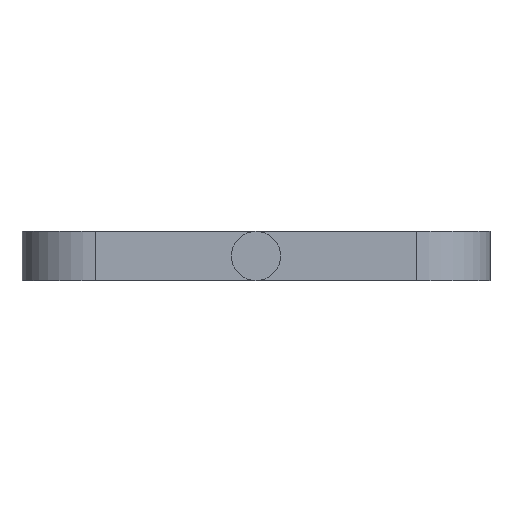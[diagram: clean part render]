
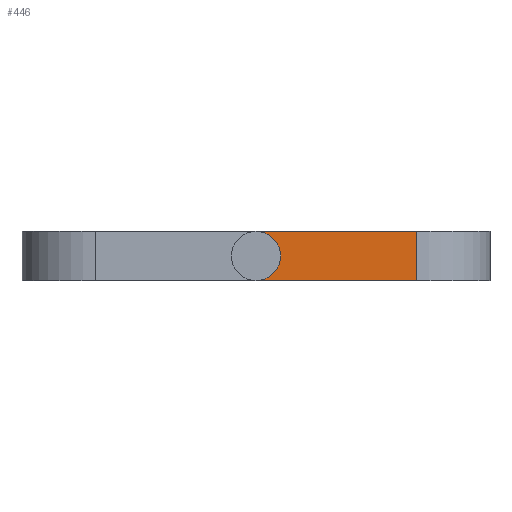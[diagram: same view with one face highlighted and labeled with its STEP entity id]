
A CAD part, front view. The second image highlights one B-rep face of the part: STEP entity #446.
In plain terms, the highlighted planar face has unit normal (0, -1, 0).
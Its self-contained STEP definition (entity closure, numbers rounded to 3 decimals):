
#5 = DIRECTION ( 'NONE',  ( 0., -1., 0. ) ) ;
#36 = DIRECTION ( 'NONE',  ( 0., -1., 0. ) ) ;
#38 = CIRCLE ( 'NONE', #292, 10. ) ;
#50 = CARTESIAN_POINT ( 'NONE',  ( 11.956, -30., 0. ) ) ;
#66 = VERTEX_POINT ( 'NONE', #223 ) ;
#79 = ORIENTED_EDGE ( 'NONE', *, *, #623, .T. ) ;
#90 = CARTESIAN_POINT ( 'NONE',  ( 11.956, -30., 10. ) ) ;
#110 = CARTESIAN_POINT ( 'NONE',  ( -53.044, -30., 20. ) ) ;
#122 = VERTEX_POINT ( 'NONE', #50 ) ;
#123 = LINE ( 'NONE', #277, #238 ) ;
#144 = DIRECTION ( 'NONE',  ( -1., 0., 0. ) ) ;
#171 = DIRECTION ( 'NONE',  ( 0., 0., -1. ) ) ;
#177 = DIRECTION ( 'NONE',  ( -1., 0., 0. ) ) ;
#200 = EDGE_LOOP ( 'NONE', ( #619, #79, #270, #219, #360 ) ) ;
#213 = VERTEX_POINT ( 'NONE', #343 ) ;
#219 = ORIENTED_EDGE ( 'NONE', *, *, #398, .F. ) ;
#223 = CARTESIAN_POINT ( 'NONE',  ( 76.956, -30., 20. ) ) ;
#238 = VECTOR ( 'NONE', #171, 1000. ) ;
#243 = CARTESIAN_POINT ( 'NONE',  ( 11.956, -30., 20. ) ) ;
#270 = ORIENTED_EDGE ( 'NONE', *, *, #480, .F. ) ;
#277 = CARTESIAN_POINT ( 'NONE',  ( 76.956, -30., 20. ) ) ;
#283 = DIRECTION ( 'NONE',  ( 1., 0., 0. ) ) ;
#288 = AXIS2_PLACEMENT_3D ( 'NONE', #90, #5, #144 ) ;
#292 = AXIS2_PLACEMENT_3D ( 'NONE', #634, #36, #177 ) ;
#299 = VERTEX_POINT ( 'NONE', #434 ) ;
#310 = DIRECTION ( 'NONE',  ( -1., 0., 0. ) ) ;
#318 = EDGE_CURVE ( 'NONE', #213, #413, #543, .T. ) ;
#343 = CARTESIAN_POINT ( 'NONE',  ( 21.956, -30., 10. ) ) ;
#360 = ORIENTED_EDGE ( 'NONE', *, *, #318, .F. ) ;
#398 = EDGE_CURVE ( 'NONE', #413, #66, #510, .T. ) ;
#413 = VERTEX_POINT ( 'NONE', #243 ) ;
#428 = LINE ( 'NONE', #591, #642 ) ;
#434 = CARTESIAN_POINT ( 'NONE',  ( 76.956, -30., 0. ) ) ;
#446 = ADVANCED_FACE ( 'NONE', ( #613 ), #564, .F. ) ;
#480 = EDGE_CURVE ( 'NONE', #66, #299, #123, .T. ) ;
#492 = CARTESIAN_POINT ( 'NONE',  ( -53.044, -30., 20. ) ) ;
#510 = LINE ( 'NONE', #492, #574 ) ;
#513 = DIRECTION ( 'NONE',  ( 0., 1., 0. ) ) ;
#531 = AXIS2_PLACEMENT_3D ( 'NONE', #110, #513, #310 ) ;
#543 = CIRCLE ( 'NONE', #288, 10. ) ;
#564 = PLANE ( 'NONE',  #531 ) ;
#574 = VECTOR ( 'NONE', #595, 1000. ) ;
#591 = CARTESIAN_POINT ( 'NONE',  ( -53.044, -30., 0. ) ) ;
#595 = DIRECTION ( 'NONE',  ( 1., 0., 0. ) ) ;
#613 = FACE_OUTER_BOUND ( 'NONE', #200, .T. ) ;
#619 = ORIENTED_EDGE ( 'NONE', *, *, #648, .F. ) ;
#623 = EDGE_CURVE ( 'NONE', #122, #299, #428, .T. ) ;
#634 = CARTESIAN_POINT ( 'NONE',  ( 11.956, -30., 10. ) ) ;
#642 = VECTOR ( 'NONE', #283, 1000. ) ;
#648 = EDGE_CURVE ( 'NONE', #122, #213, #38, .T. ) ;
